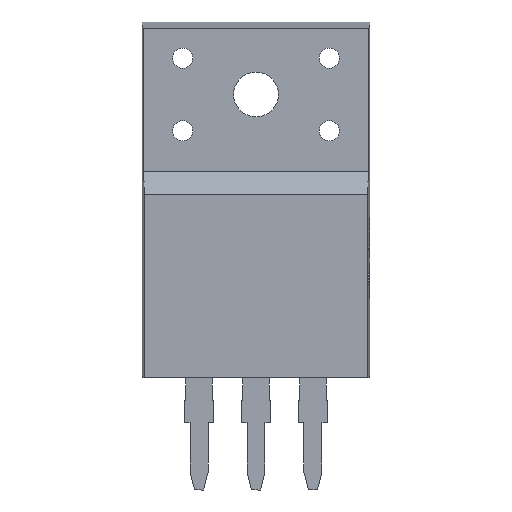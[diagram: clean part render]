
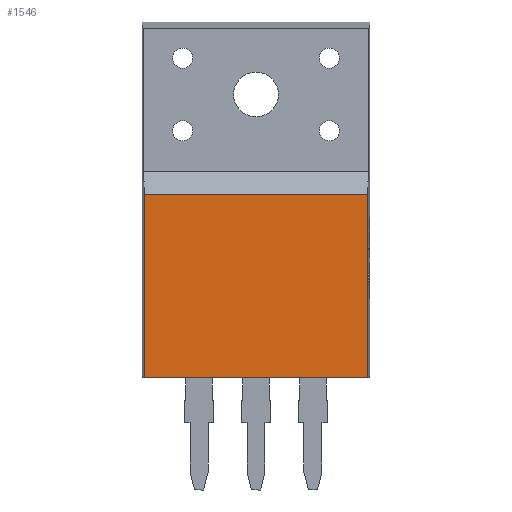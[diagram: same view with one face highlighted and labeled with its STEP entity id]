
A CAD part, front view. The second image highlights one B-rep face of the part: STEP entity #1546.
In plain terms, the highlighted planar face has unit normal (0, -1, 0).
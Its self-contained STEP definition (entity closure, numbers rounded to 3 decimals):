
#138 = ORIENTED_EDGE ( 'NONE', *, *, #4382, .T. ) ;
#523 = VERTEX_POINT ( 'NONE', #5839 ) ;
#647 = ORIENTED_EDGE ( 'NONE', *, *, #3728, .T. ) ;
#940 = AXIS2_PLACEMENT_3D ( 'NONE', #7526, #10224, #5074 ) ;
#955 = VERTEX_POINT ( 'NONE', #4184 ) ;
#1546 = ADVANCED_FACE ( 'NONE', ( #10169 ), #7637, .T. ) ;
#1702 = VECTOR ( 'NONE', #6070, 1000. ) ;
#1745 = LINE ( 'NONE', #5287, #8604 ) ;
#2379 = DIRECTION ( 'NONE',  ( -1., 0., 0. ) ) ;
#3626 = CARTESIAN_POINT ( 'NONE',  ( -4.98, -4.275, -6.01 ) ) ;
#3728 = EDGE_CURVE ( 'NONE', #4876, #8617, #1745, .T. ) ;
#3982 = LINE ( 'NONE', #5567, #8033 ) ;
#4184 = CARTESIAN_POINT ( 'NONE',  ( 4.98, -4.275, 2.18 ) ) ;
#4236 = CARTESIAN_POINT ( 'NONE',  ( -4.98, -4.275, 2.18 ) ) ;
#4382 = EDGE_CURVE ( 'NONE', #523, #955, #10516, .T. ) ;
#4876 = VERTEX_POINT ( 'NONE', #6622 ) ;
#5074 = DIRECTION ( 'NONE',  ( 1., 0., 0. ) ) ;
#5248 = EDGE_CURVE ( 'NONE', #8617, #523, #3982, .T. ) ;
#5287 = CARTESIAN_POINT ( 'NONE',  ( -4.98, -4.275, -6.01 ) ) ;
#5567 = CARTESIAN_POINT ( 'NONE',  ( -5.08, -4.275, -6.01 ) ) ;
#5839 = CARTESIAN_POINT ( 'NONE',  ( 4.98, -4.275, -6.01 ) ) ;
#6070 = DIRECTION ( 'NONE',  ( 0., 0., 1. ) ) ;
#6622 = CARTESIAN_POINT ( 'NONE',  ( -4.98, -4.275, 2.18 ) ) ;
#7161 = EDGE_LOOP ( 'NONE', ( #138, #9024, #647, #10814 ) ) ;
#7204 = DIRECTION ( 'NONE',  ( 0., 0., -1. ) ) ;
#7247 = EDGE_CURVE ( 'NONE', #955, #4876, #9373, .T. ) ;
#7526 = CARTESIAN_POINT ( 'NONE',  ( 0., -4.275, 1.925 ) ) ;
#7637 = PLANE ( 'NONE',  #940 ) ;
#8033 = VECTOR ( 'NONE', #10181, 1000. ) ;
#8604 = VECTOR ( 'NONE', #7204, 1000. ) ;
#8617 = VERTEX_POINT ( 'NONE', #3626 ) ;
#8892 = VECTOR ( 'NONE', #2379, 1000. ) ;
#9024 = ORIENTED_EDGE ( 'NONE', *, *, #7247, .T. ) ;
#9373 = LINE ( 'NONE', #4236, #8892 ) ;
#9567 = CARTESIAN_POINT ( 'NONE',  ( 4.98, -4.275, 9.86 ) ) ;
#10169 = FACE_OUTER_BOUND ( 'NONE', #7161, .T. ) ;
#10181 = DIRECTION ( 'NONE',  ( 1., 0., 0. ) ) ;
#10224 = DIRECTION ( 'NONE',  ( 0., -1., 0. ) ) ;
#10516 = LINE ( 'NONE', #9567, #1702 ) ;
#10814 = ORIENTED_EDGE ( 'NONE', *, *, #5248, .T. ) ;
